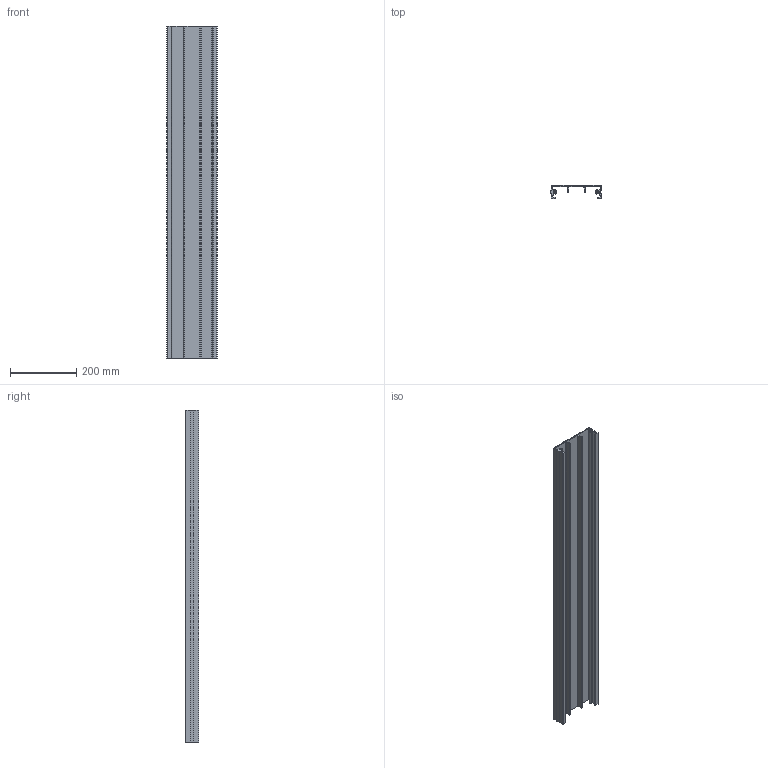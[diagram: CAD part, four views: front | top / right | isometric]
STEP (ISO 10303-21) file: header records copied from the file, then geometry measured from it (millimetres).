
FILE_DESCRIPTION(/* description */ ('STEP AP203'),/* implementation_level */ '2;1');
FILE_NAME(/* name */ 'SP40150.stp',/* time_stamp */ '2022-07-12T13:52:49+02:00',/* author */ (''),/* organization */ (''),/* preprocessor_version */ 'ST-DEVELOPER v18.1',/* originating_system */ 'Autodesk Inventor 2021',/* authorisation */ '');
FILE_SCHEMA (('AUTOMOTIVE_DESIGN { 1 0 10303 214 3 1 1 }'));
Length unit declared in the file: millimetre
Products named in the file (1): SP40150
Bounding box: 152 x 40 x 1000 mm (x, y, z)
Volume: 1083196.9 mm3; surface area: 632391.7 mm2
Topology: 1 solids, 1 shells, 98 faces, 288 edges, 192 vertices
Faces by surface type: plane 76, cylinder 22
Entity records: 3277 total; most frequent: CARTESIAN_POINT 579, ORIENTED_EDGE 576, DIRECTION 530, EDGE_CURVE 288, LINE 244, VECTOR 244, VERTEX_POINT 192, AXIS2_PLACEMENT_3D 143
